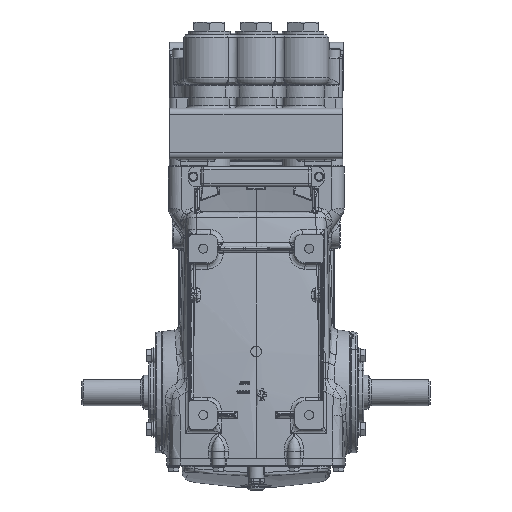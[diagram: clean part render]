
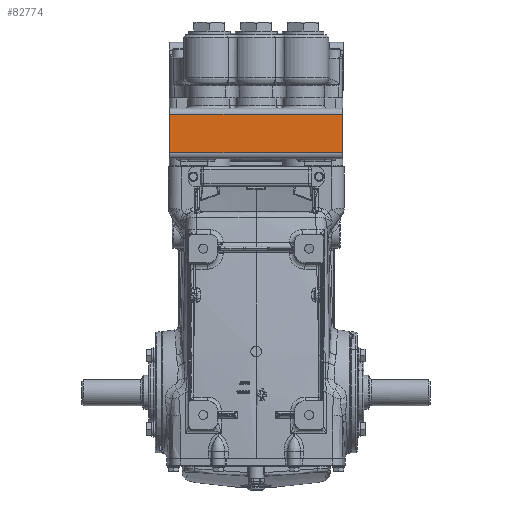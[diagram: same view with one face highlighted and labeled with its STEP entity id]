
A CAD part, front view. The second image highlights one B-rep face of the part: STEP entity #82774.
In plain terms, the highlighted planar face has unit normal (0, -1, 0).
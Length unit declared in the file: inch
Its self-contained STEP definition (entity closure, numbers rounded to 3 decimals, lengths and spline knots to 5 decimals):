
#4161 = VERTEX_POINT ( 'NONE', #111737 ) ;
#8568 = VECTOR ( 'NONE', #97093, 39.37008 ) ;
#11230 = EDGE_LOOP ( 'NONE', ( #66564, #32953, #109429, #127685 ) ) ;
#12499 = LINE ( 'NONE', #54805, #8568 ) ;
#23897 = VECTOR ( 'NONE', #66218, 39.37008 ) ;
#23932 = CARTESIAN_POINT ( 'NONE',  ( -4.5, -4.46643, 14.78445 ) ) ;
#32903 = CARTESIAN_POINT ( 'NONE',  ( 4.515, -4.46643, 14.78445 ) ) ;
#32953 = ORIENTED_EDGE ( 'NONE', *, *, #97234, .T. ) ;
#35069 = CARTESIAN_POINT ( 'NONE',  ( 4.5, -4.46643, 14.78445 ) ) ;
#37754 = LINE ( 'NONE', #80020, #125333 ) ;
#40772 = VERTEX_POINT ( 'NONE', #129639 ) ;
#54805 = CARTESIAN_POINT ( 'NONE',  ( 4.515, -4.46643, 12.46161 ) ) ;
#66218 = DIRECTION ( 'NONE',  ( 0., 0., -1. ) ) ;
#66564 = ORIENTED_EDGE ( 'NONE', *, *, #69941, .T. ) ;
#69941 = EDGE_CURVE ( 'NONE', #123379, #106597, #12499, .T. ) ;
#75169 = DIRECTION ( 'NONE',  ( 0., -1., 0. ) ) ;
#77359 = DIRECTION ( 'NONE',  ( 0., 0., 1. ) ) ;
#80020 = CARTESIAN_POINT ( 'NONE',  ( -4.515, -4.46643, 14.46949 ) ) ;
#82774 = ADVANCED_FACE ( 'NONE', ( #85593 ), #127846, .T. ) ;
#85593 = FACE_OUTER_BOUND ( 'NONE', #11230, .T. ) ;
#97093 = DIRECTION ( 'NONE',  ( 1., 0., 0. ) ) ;
#97234 = EDGE_CURVE ( 'NONE', #106597, #40772, #130029, .T. ) ;
#101505 = EDGE_CURVE ( 'NONE', #4161, #123379, #118891, .T. ) ;
#101731 = CARTESIAN_POINT ( 'NONE',  ( -4.5, -4.46643, 12.46161 ) ) ;
#102823 = AXIS2_PLACEMENT_3D ( 'NONE', #32903, #75169, #117445 ) ;
#106597 = VERTEX_POINT ( 'NONE', #120894 ) ;
#109429 = ORIENTED_EDGE ( 'NONE', *, *, #127944, .T. ) ;
#111737 = CARTESIAN_POINT ( 'NONE',  ( -4.5, -4.46643, 14.46949 ) ) ;
#117445 = DIRECTION ( 'NONE',  ( 0., 0., -1. ) ) ;
#118891 = LINE ( 'NONE', #23932, #23897 ) ;
#120675 = VECTOR ( 'NONE', #77359, 39.37008 ) ;
#120894 = CARTESIAN_POINT ( 'NONE',  ( 4.5, -4.46643, 12.46161 ) ) ;
#122284 = DIRECTION ( 'NONE',  ( -1., 0., 0. ) ) ;
#123379 = VERTEX_POINT ( 'NONE', #101731 ) ;
#125333 = VECTOR ( 'NONE', #122284, 39.37008 ) ;
#127685 = ORIENTED_EDGE ( 'NONE', *, *, #101505, .T. ) ;
#127846 = PLANE ( 'NONE',  #102823 ) ;
#127944 = EDGE_CURVE ( 'NONE', #40772, #4161, #37754, .T. ) ;
#129639 = CARTESIAN_POINT ( 'NONE',  ( 4.5, -4.46643, 14.46949 ) ) ;
#130029 = LINE ( 'NONE', #35069, #120675 ) ;
